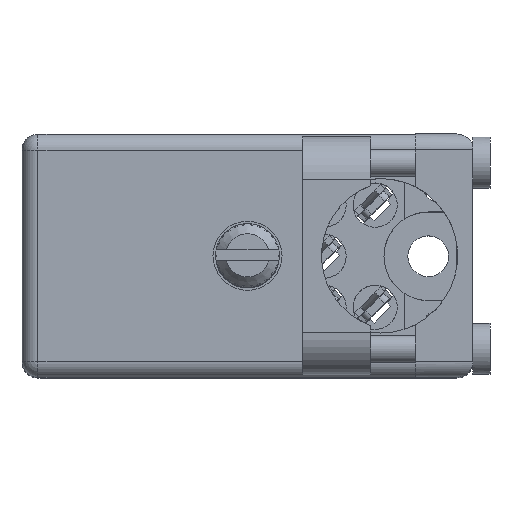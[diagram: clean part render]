
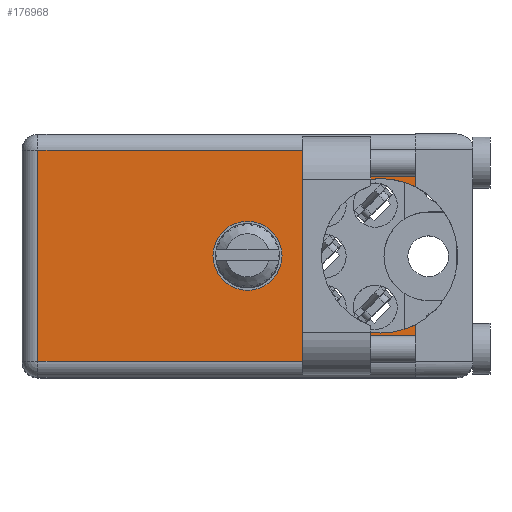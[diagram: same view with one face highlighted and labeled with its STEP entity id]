
A CAD part, top view. The second image highlights one B-rep face of the part: STEP entity #176968.
In plain terms, the highlighted face is planar.
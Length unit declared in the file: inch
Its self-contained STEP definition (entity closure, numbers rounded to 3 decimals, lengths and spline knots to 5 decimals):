
#102 = ORIENTED_EDGE ( 'NONE', *, *, #29912, .F. ) ;
#3380 = DIRECTION ( 'NONE',  ( 0., 0., 1. ) ) ;
#5263 = VECTOR ( 'NONE', #28402, 39.37008 ) ;
#9641 = VERTEX_POINT ( 'NONE', #109664 ) ;
#9811 = CIRCLE ( 'NONE', #57776, 0.1015 ) ;
#11278 = ORIENTED_EDGE ( 'NONE', *, *, #46555, .F. ) ;
#13645 = DIRECTION ( 'NONE',  ( 0., 0., 1. ) ) ;
#14203 = CARTESIAN_POINT ( 'NONE',  ( 0.6625, 0.906, -0.256 ) ) ;
#16515 = CARTESIAN_POINT ( 'NONE',  ( 0.047, 0.906, -0.715 ) ) ;
#16757 = CARTESIAN_POINT ( 'NONE',  ( 1.155, 0.906, -0.15471 ) ) ;
#18775 = EDGE_CURVE ( 'NONE', #9641, #19862, #144909, .T. ) ;
#18873 = CARTESIAN_POINT ( 'NONE',  ( 1.053, 0.906, -0.1305 ) ) ;
#19862 = VERTEX_POINT ( 'NONE', #176340 ) ;
#21426 = EDGE_LOOP ( 'NONE', ( #61480, #74555, #43726, #166950, #102, #11278, #142636, #80286 ) ) ;
#22195 = EDGE_CURVE ( 'NONE', #133715, #57607, #168272, .T. ) ;
#22426 = EDGE_CURVE ( 'NONE', #95782, #83283, #9811, .T. ) ;
#25404 = CIRCLE ( 'NONE', #52342, 0.227 ) ;
#27967 = CARTESIAN_POINT ( 'NONE',  ( 1.155, 0.906, -0.668 ) ) ;
#28402 = DIRECTION ( 'NONE',  ( -1., 0., 0. ) ) ;
#29912 = EDGE_CURVE ( 'NONE', #172307, #86639, #69926, .T. ) ;
#30215 = ORIENTED_EDGE ( 'NONE', *, *, #22426, .F. ) ;
#38145 = EDGE_CURVE ( 'NONE', #83283, #95782, #113480, .T. ) ;
#40977 = DIRECTION ( 'NONE',  ( 1., 0., 0. ) ) ;
#43726 = ORIENTED_EDGE ( 'NONE', *, *, #18775, .T. ) ;
#46555 = EDGE_CURVE ( 'NONE', #57607, #172307, #25404, .T. ) ;
#47745 = DIRECTION ( 'NONE',  ( 0., 1., 0. ) ) ;
#48078 = CARTESIAN_POINT ( 'NONE',  ( 0., 0.906, -0.715 ) ) ;
#51163 = CARTESIAN_POINT ( 'NONE',  ( 1.053, 0.906, -0.3575 ) ) ;
#52342 = AXIS2_PLACEMENT_3D ( 'NONE', #91832, #146278, #119946 ) ;
#52880 = CARTESIAN_POINT ( 'NONE',  ( 1.155, 0.906, 0. ) ) ;
#55931 = CARTESIAN_POINT ( 'NONE',  ( 0.6625, 0.906, -0.3575 ) ) ;
#57607 = VERTEX_POINT ( 'NONE', #18873 ) ;
#57776 = AXIS2_PLACEMENT_3D ( 'NONE', #62509, #119567, #173940 ) ;
#61480 = ORIENTED_EDGE ( 'NONE', *, *, #152388, .F. ) ;
#62161 = AXIS2_PLACEMENT_3D ( 'NONE', #51163, #134493, #108214 ) ;
#62509 = CARTESIAN_POINT ( 'NONE',  ( 0.6625, 0.906, -0.3575 ) ) ;
#63051 = DIRECTION ( 'NONE',  ( 0., 0., 1. ) ) ;
#66477 = CARTESIAN_POINT ( 'NONE',  ( 0.6625, 0.906, -0.459 ) ) ;
#69926 = LINE ( 'NONE', #129762, #119251 ) ;
#70911 = DIRECTION ( 'NONE',  ( 0., 1., 0. ) ) ;
#71504 = LINE ( 'NONE', #112681, #5263 ) ;
#74555 = ORIENTED_EDGE ( 'NONE', *, *, #103655, .T. ) ;
#78105 = EDGE_LOOP ( 'NONE', ( #30215, #120486 ) ) ;
#78879 = PLANE ( 'NONE',  #143378 ) ;
#80286 = ORIENTED_EDGE ( 'NONE', *, *, #102511, .F. ) ;
#83283 = VERTEX_POINT ( 'NONE', #66477 ) ;
#86639 = VERTEX_POINT ( 'NONE', #104642 ) ;
#91832 = CARTESIAN_POINT ( 'NONE',  ( 1.053, 0.906, -0.3575 ) ) ;
#95782 = VERTEX_POINT ( 'NONE', #14203 ) ;
#102511 = EDGE_CURVE ( 'NONE', #178375, #133715, #148901, .T. ) ;
#103655 = EDGE_CURVE ( 'NONE', #174581, #9641, #71504, .T. ) ;
#104642 = CARTESIAN_POINT ( 'NONE',  ( 1.155, 0.906, -0.047 ) ) ;
#104810 = DIRECTION ( 'NONE',  ( 0., 0., 1. ) ) ;
#106054 = DIRECTION ( 'NONE',  ( 0., 1., 0. ) ) ;
#108214 = DIRECTION ( 'NONE',  ( 0., 0., 1. ) ) ;
#109664 = CARTESIAN_POINT ( 'NONE',  ( 0.047, 0.906, -0.668 ) ) ;
#111823 = DIRECTION ( 'NONE',  ( 0., 0., 1. ) ) ;
#112681 = CARTESIAN_POINT ( 'NONE',  ( 0., 0.906, -0.668 ) ) ;
#113018 = DIRECTION ( 'NONE',  ( 0., 0., 1. ) ) ;
#113480 = CIRCLE ( 'NONE', #137380, 0.1015 ) ;
#117609 = AXIS2_PLACEMENT_3D ( 'NONE', #175985, #47745, #104810 ) ;
#119251 = VECTOR ( 'NONE', #13645, 39.37008 ) ;
#119567 = DIRECTION ( 'NONE',  ( 0., 1., 0. ) ) ;
#119946 = DIRECTION ( 'NONE',  ( 0., 0., 1. ) ) ;
#120486 = ORIENTED_EDGE ( 'NONE', *, *, #38145, .F. ) ;
#126603 = CARTESIAN_POINT ( 'NONE',  ( 1.053, 0.906, -0.5845 ) ) ;
#129762 = CARTESIAN_POINT ( 'NONE',  ( 1.155, 0.906, 0. ) ) ;
#133715 = VERTEX_POINT ( 'NONE', #126603 ) ;
#134493 = DIRECTION ( 'NONE',  ( 0., 1., 0. ) ) ;
#135517 = EDGE_CURVE ( 'NONE', #19862, #86639, #183327, .T. ) ;
#137380 = AXIS2_PLACEMENT_3D ( 'NONE', #55931, #70911, #113018 ) ;
#139967 = LINE ( 'NONE', #52880, #163350 ) ;
#142636 = ORIENTED_EDGE ( 'NONE', *, *, #22195, .F. ) ;
#143378 = AXIS2_PLACEMENT_3D ( 'NONE', #48078, #106054, #63051 ) ;
#144909 = LINE ( 'NONE', #16515, #156015 ) ;
#146278 = DIRECTION ( 'NONE',  ( 0., 1., 0. ) ) ;
#148901 = CIRCLE ( 'NONE', #62161, 0.227 ) ;
#152388 = EDGE_CURVE ( 'NONE', #174581, #178375, #139967, .T. ) ;
#156015 = VECTOR ( 'NONE', #3380, 39.37008 ) ;
#160426 = FACE_BOUND ( 'NONE', #78105, .T. ) ;
#163350 = VECTOR ( 'NONE', #111823, 39.37008 ) ;
#166950 = ORIENTED_EDGE ( 'NONE', *, *, #135517, .T. ) ;
#168272 = CIRCLE ( 'NONE', #117609, 0.227 ) ;
#169240 = CARTESIAN_POINT ( 'NONE',  ( 1.155, 0.906, -0.047 ) ) ;
#172307 = VERTEX_POINT ( 'NONE', #16757 ) ;
#173940 = DIRECTION ( 'NONE',  ( 0., 0., 1. ) ) ;
#174581 = VERTEX_POINT ( 'NONE', #27967 ) ;
#175985 = CARTESIAN_POINT ( 'NONE',  ( 1.053, 0.906, -0.3575 ) ) ;
#176306 = FACE_OUTER_BOUND ( 'NONE', #21426, .T. ) ;
#176340 = CARTESIAN_POINT ( 'NONE',  ( 0.047, 0.906, -0.047 ) ) ;
#176968 = ADVANCED_FACE ( 'NONE', ( #176306, #160426 ), #78879, .T. ) ;
#177001 = CARTESIAN_POINT ( 'NONE',  ( 1.155, 0.906, -0.56029 ) ) ;
#178375 = VERTEX_POINT ( 'NONE', #177001 ) ;
#180746 = VECTOR ( 'NONE', #40977, 39.37008 ) ;
#183327 = LINE ( 'NONE', #169240, #180746 ) ;
